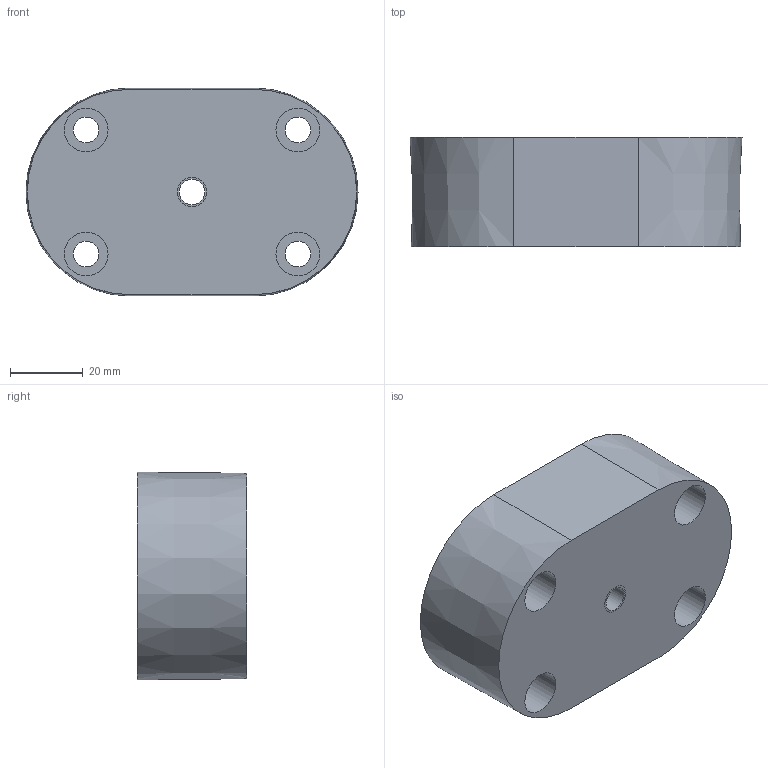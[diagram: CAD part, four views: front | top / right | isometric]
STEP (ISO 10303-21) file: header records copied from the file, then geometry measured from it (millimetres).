
FILE_DESCRIPTION((''),'2;1');
FILE_NAME('JS36DE-0028','2021-01-06T16:52:32',('sa'),('捷昌驱动'),'CREO PARAMETRIC BY PTC INC, 2018100','CREO PARAMETRIC BY PTC INC, 2018100','');
FILE_SCHEMA(('CONFIG_CONTROL_DESIGN'));
Length unit declared in the file: millimetre
Products named in the file (1): JS36DE-0028
Bounding box: 91 x 30 x 57 mm (x, y, z)
Volume: 50708.8 mm3; surface area: 35929.1 mm2
Topology: 1 solids, 2 shells, 88 faces, 228 edges, 152 vertices
Faces by surface type: cylinder 48, plane 38, cone 2
Entity records: 2804 total; most frequent: DIRECTION 514, CARTESIAN_POINT 469, ORIENTED_EDGE 452, EDGE_CURVE 228, AXIS2_PLACEMENT_3D 197, VERTEX_POINT 152, VECTOR 120, LINE 120
